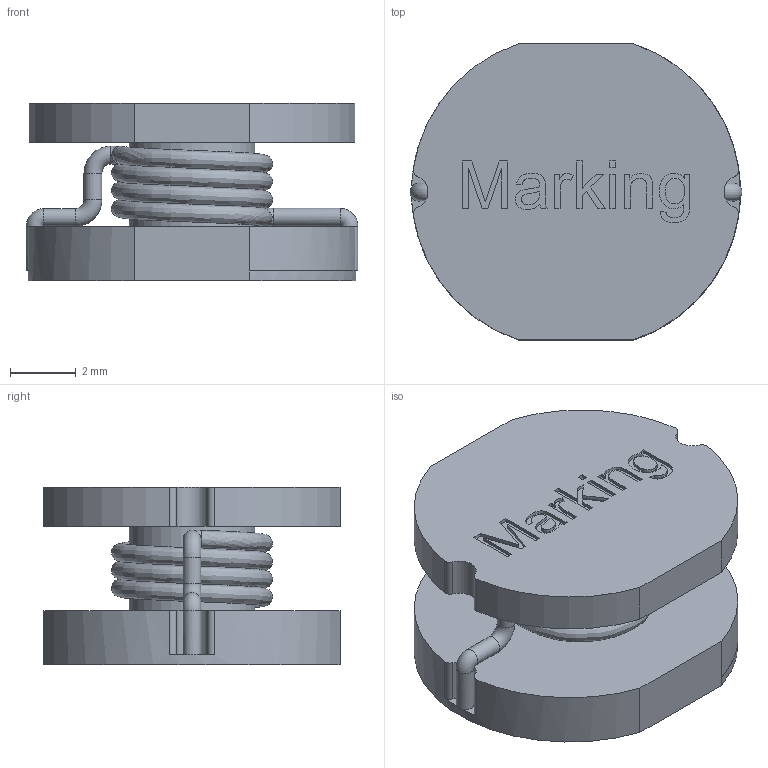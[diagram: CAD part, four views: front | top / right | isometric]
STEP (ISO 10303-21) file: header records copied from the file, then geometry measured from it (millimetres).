
FILE_DESCRIPTION(/* description */ ('Unknown'),/* implementation_level */ '2;1');
FILE_NAME(/* name */ 'L_Wurth_WE-PD2_1054',/* time_stamp */ '2022-03-08T11:24:35+08:00',/* author */ ('Unknown'),/* organization */ ('Unknown'),/* preprocessor_version */ 'ST-DEVELOPER v16.7',/* originating_system */ 'Solid Edge',/* authorisation */ 'Unknown');
FILE_SCHEMA (('AUTOMOTIVE_DESIGN {1 0 10303 214 3 1 1}'));
Length unit declared in the file: millimetre
Products named in the file (2): L_Wurth_WE-PD2_1054
Assembly tree (1 placements, depth 2):
  L_Wurth_WE-PD2_1054
    L_Wurth_WE-PD2_1054
Bounding box: 10.09 x 9 x 5.4 mm (x, y, z)
Volume: 251.2 mm3; surface area: 495 mm2
Topology: 1 solids, 1 shells, 117 faces, 325 edges, 219 vertices
Faces by surface type: plane 69, cylinder 27, bspline 17, torus 4
Full cylindrical faces by diameter (mm): 0.544 x5, 3.81 x1
Entity records: 5826 total; most frequent: CARTESIAN_POINT 2148, ORIENTED_EDGE 606, DIRECTION 513, EDGE_CURVE 303, VERTEX_POINT 212, LINE 187, VECTOR 187, AXIS2_PLACEMENT_3D 163
